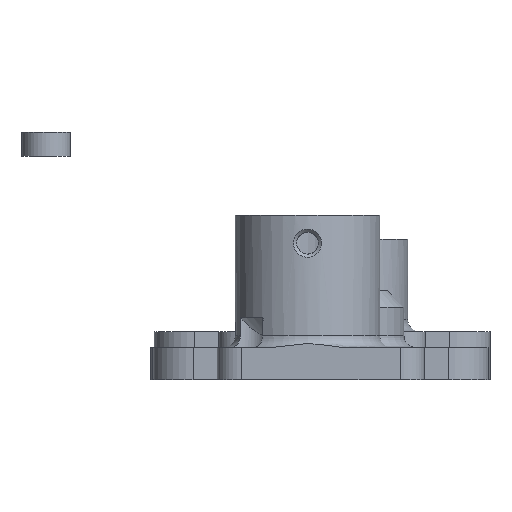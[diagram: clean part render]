
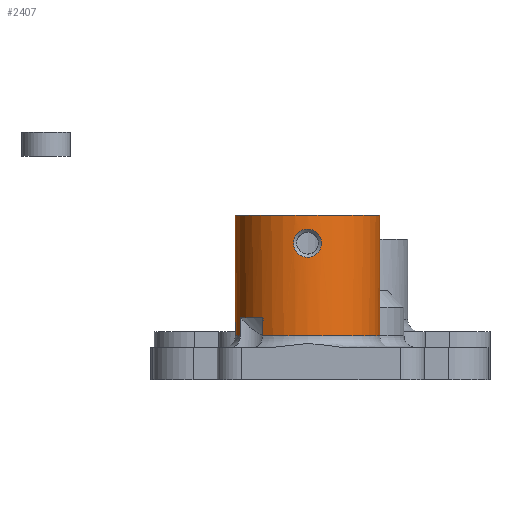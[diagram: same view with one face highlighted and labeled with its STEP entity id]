
A CAD part, left-side view. The second image highlights one B-rep face of the part: STEP entity #2407.
In plain terms, the highlighted cylindrical face has radius 9 mm (diameter 18 mm), a full revolution.
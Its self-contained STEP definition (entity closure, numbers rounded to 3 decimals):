
#74=B_SPLINE_CURVE_WITH_KNOTS('',3,(#3708,#3709,#3710,#3711,#3712,#3713,
#3714,#3715,#3716,#3717,#3718,#3719,#3720,#3721),.UNSPECIFIED.,.F.,.F.,
(4,2,2,2,2,2,4),(0.504,0.521,0.558,0.592,
0.628,0.648,0.657),.UNSPECIFIED.);
#75=B_SPLINE_CURVE_WITH_KNOTS('',3,(#3723,#3724,#3725,#3726,#3727,#3728,
#3729,#3730,#3731,#3732,#3733,#3734),.UNSPECIFIED.,.F.,.F.,(4,2,2,2,2,4),
(1.036,1.111,1.214,1.294,1.373,
1.381),.UNSPECIFIED.);
#76=B_SPLINE_CURVE_WITH_KNOTS('',3,(#3746,#3747,#3748,#3749,#3750,#3751,
#3752,#3753,#3754,#3755,#3756,#3757,#3758,#3759,#3760,#3761,#3762,#3763,
#3764,#3765,#3766,#3767,#3768),.UNSPECIFIED.,.F.,.F.,(4,2,2,2,2,2,2,3,2,
2,4),(0.657,0.677,0.701,0.728,
0.753,0.781,0.821,0.876,0.956,
1.034,1.036),.UNSPECIFIED.);
#210=FACE_OUTER_BOUND('',#345,.T.);
#345=EDGE_LOOP('',(#1699,#1700,#1701,#1702,#1703,#1704,#1705,#1706,#1707,
#1708,#1709,#1710,#1711));
#514=LINE('',#3706,#716);
#515=LINE('',#3736,#717);
#516=LINE('',#3740,#718);
#517=LINE('',#3744,#719);
#716=VECTOR('',#2954,9.);
#717=VECTOR('',#2955,9.);
#718=VECTOR('',#2958,1000.);
#719=VECTOR('',#2961,1000.);
#905=CIRCLE('',#2611,9.);
#906=CIRCLE('',#2612,9.);
#907=CIRCLE('',#2613,9.);
#908=CIRCLE('',#2614,9.);
#1050=VERTEX_POINT('',#3703);
#1051=VERTEX_POINT('',#3705);
#1052=VERTEX_POINT('',#3707);
#1053=VERTEX_POINT('',#3722);
#1054=VERTEX_POINT('',#3735);
#1055=VERTEX_POINT('',#3737);
#1056=VERTEX_POINT('',#3739);
#1057=VERTEX_POINT('',#3741);
#1058=VERTEX_POINT('',#3743);
#1303=EDGE_CURVE('',#1050,#1050,#905,.T.);
#1304=EDGE_CURVE('',#1050,#1051,#514,.T.);
#1305=EDGE_CURVE('',#1052,#1051,#74,.T.);
#1306=EDGE_CURVE('',#1053,#1052,#75,.T.);
#1307=EDGE_CURVE('',#1053,#1054,#515,.T.);
#1308=EDGE_CURVE('',#1055,#1054,#906,.T.);
#1309=EDGE_CURVE('',#1055,#1056,#516,.T.);
#1310=EDGE_CURVE('',#1056,#1057,#907,.F.);
#1311=EDGE_CURVE('',#1057,#1058,#517,.F.);
#1312=EDGE_CURVE('',#1054,#1058,#908,.T.);
#1313=EDGE_CURVE('',#1051,#1053,#76,.T.);
#1699=ORIENTED_EDGE('',*,*,#1303,.T.);
#1700=ORIENTED_EDGE('',*,*,#1304,.T.);
#1701=ORIENTED_EDGE('',*,*,#1305,.F.);
#1702=ORIENTED_EDGE('',*,*,#1306,.F.);
#1703=ORIENTED_EDGE('',*,*,#1307,.T.);
#1704=ORIENTED_EDGE('',*,*,#1308,.F.);
#1705=ORIENTED_EDGE('',*,*,#1309,.T.);
#1706=ORIENTED_EDGE('',*,*,#1310,.T.);
#1707=ORIENTED_EDGE('',*,*,#1311,.T.);
#1708=ORIENTED_EDGE('',*,*,#1312,.F.);
#1709=ORIENTED_EDGE('',*,*,#1307,.F.);
#1710=ORIENTED_EDGE('',*,*,#1313,.F.);
#1711=ORIENTED_EDGE('',*,*,#1304,.F.);
#2346=CYLINDRICAL_SURFACE('',#2610,9.);
#2407=ADVANCED_FACE('',(#210),#2346,.T.);
#2610=AXIS2_PLACEMENT_3D('',#3702,#2950,#2951);
#2611=AXIS2_PLACEMENT_3D('',#3704,#2952,#2953);
#2612=AXIS2_PLACEMENT_3D('',#3738,#2956,#2957);
#2613=AXIS2_PLACEMENT_3D('',#3742,#2959,#2960);
#2614=AXIS2_PLACEMENT_3D('',#3745,#2962,#2963);
#2950=DIRECTION('center_axis',(0.,0.,1.));
#2951=DIRECTION('ref_axis',(-1.,0.,0.));
#2952=DIRECTION('center_axis',(0.,0.,-1.));
#2953=DIRECTION('ref_axis',(-1.,0.,0.));
#2954=DIRECTION('',(0.,0.,-1.));
#2955=DIRECTION('',(0.,0.,-1.));
#2956=DIRECTION('center_axis',(0.,0.,-1.));
#2957=DIRECTION('ref_axis',(-1.,0.,0.));
#2958=DIRECTION('',(0.,0.,1.));
#2959=DIRECTION('center_axis',(0.,0.,-1.));
#2960=DIRECTION('ref_axis',(-1.,0.,0.));
#2961=DIRECTION('',(0.,0.,1.));
#2962=DIRECTION('center_axis',(0.,0.,-1.));
#2963=DIRECTION('ref_axis',(-1.,0.,0.));
#3702=CARTESIAN_POINT('Origin',(-0.021,22.975,-8.125));
#3703=CARTESIAN_POINT('',(8.979,22.975,-2.625));
#3704=CARTESIAN_POINT('Origin',(-0.021,22.975,-2.625));
#3705=CARTESIAN_POINT('',(8.979,22.975,-4.375));
#3706=CARTESIAN_POINT('',(8.979,22.975,-8.125));
#3707=CARTESIAN_POINT('',(8.808,24.719,-6.125));
#3708=CARTESIAN_POINT('Ctrl Pts',(8.808,24.719,-6.125));
#3709=CARTESIAN_POINT('Ctrl Pts',(8.808,24.719,-6.063));
#3710=CARTESIAN_POINT('Ctrl Pts',(8.809,24.715,-5.984));
#3711=CARTESIAN_POINT('Ctrl Pts',(8.817,24.674,-5.686));
#3712=CARTESIAN_POINT('Ctrl Pts',(8.831,24.606,-5.458));
#3713=CARTESIAN_POINT('Ctrl Pts',(8.871,24.37,-5.046));
#3714=CARTESIAN_POINT('Ctrl Pts',(8.893,24.226,-4.883));
#3715=CARTESIAN_POINT('Ctrl Pts',(8.935,23.882,-4.612));
#3716=CARTESIAN_POINT('Ctrl Pts',(8.953,23.682,-4.512));
#3717=CARTESIAN_POINT('Ctrl Pts',(8.971,23.364,-4.416));
#3718=CARTESIAN_POINT('Ctrl Pts',(8.975,23.25,-4.394));
#3719=CARTESIAN_POINT('Ctrl Pts',(8.978,23.09,-4.378));
#3720=CARTESIAN_POINT('Ctrl Pts',(8.979,23.035,-4.375));
#3721=CARTESIAN_POINT('Ctrl Pts',(8.979,22.975,-4.375));
#3722=CARTESIAN_POINT('',(8.979,22.975,-7.877));
#3723=CARTESIAN_POINT('Ctrl Pts',(8.979,22.975,-7.877));
#3724=CARTESIAN_POINT('Ctrl Pts',(8.979,23.24,-7.877));
#3725=CARTESIAN_POINT('Ctrl Pts',(8.968,23.447,-7.816));
#3726=CARTESIAN_POINT('Ctrl Pts',(8.945,23.778,-7.69));
#3727=CARTESIAN_POINT('Ctrl Pts',(8.923,23.991,-7.572));
#3728=CARTESIAN_POINT('Ctrl Pts',(8.878,24.324,-7.256));
#3729=CARTESIAN_POINT('Ctrl Pts',(8.857,24.456,-7.08));
#3730=CARTESIAN_POINT('Ctrl Pts',(8.822,24.65,-6.653));
#3731=CARTESIAN_POINT('Ctrl Pts',(8.811,24.707,-6.418));
#3732=CARTESIAN_POINT('Ctrl Pts',(8.809,24.718,-6.178));
#3733=CARTESIAN_POINT('Ctrl Pts',(8.808,24.719,-6.153));
#3734=CARTESIAN_POINT('Ctrl Pts',(8.808,24.719,-6.125));
#3735=CARTESIAN_POINT('',(8.979,22.975,-17.625));
#3736=CARTESIAN_POINT('',(8.979,22.975,-8.125));
#3737=CARTESIAN_POINT('',(3.34,14.626,-17.625));
#3738=CARTESIAN_POINT('Origin',(-0.021,22.975,-17.625));
#3739=CARTESIAN_POINT('',(3.34,14.626,-15.375));
#3740=CARTESIAN_POINT('',(3.34,14.626,-17.625));
#3741=CARTESIAN_POINT('',(7.022,17.372,-15.375));
#3742=CARTESIAN_POINT('Origin',(-0.021,22.975,-15.375));
#3743=CARTESIAN_POINT('',(7.022,17.372,-17.625));
#3744=CARTESIAN_POINT('',(7.022,17.372,-15.375));
#3745=CARTESIAN_POINT('Origin',(-0.021,22.975,-17.625));
#3746=CARTESIAN_POINT('Ctrl Pts',(8.979,22.975,-4.375));
#3747=CARTESIAN_POINT('Ctrl Pts',(8.979,22.835,-4.374));
#3748=CARTESIAN_POINT('Ctrl Pts',(8.976,22.667,-4.39));
#3749=CARTESIAN_POINT('Ctrl Pts',(8.954,22.271,-4.507));
#3750=CARTESIAN_POINT('Ctrl Pts',(8.935,22.075,-4.61));
#3751=CARTESIAN_POINT('Ctrl Pts',(8.894,21.724,-4.877));
#3752=CARTESIAN_POINT('Ctrl Pts',(8.871,21.58,-5.046));
#3753=CARTESIAN_POINT('Ctrl Pts',(8.835,21.366,-5.417));
#3754=CARTESIAN_POINT('Ctrl Pts',(8.818,21.281,-5.643));
#3755=CARTESIAN_POINT('Ctrl Pts',(8.804,21.211,-6.139));
#3756=CARTESIAN_POINT('Ctrl Pts',(8.81,21.24,-6.357));
#3757=CARTESIAN_POINT('Ctrl Pts',(8.827,21.327,-6.742));
#3758=CARTESIAN_POINT('Ctrl Pts',(8.841,21.406,-6.897));
#3759=CARTESIAN_POINT('Ctrl Pts',(8.862,21.527,-7.11));
#3760=CARTESIAN_POINT('Ctrl Pts',(8.878,21.627,-7.251));
#3761=CARTESIAN_POINT('Ctrl Pts',(8.896,21.757,-7.379));
#3762=CARTESIAN_POINT('Ctrl Pts',(8.922,21.947,-7.565));
#3763=CARTESIAN_POINT('Ctrl Pts',(8.942,22.146,-7.671));
#3764=CARTESIAN_POINT('Ctrl Pts',(8.965,22.455,-7.802));
#3765=CARTESIAN_POINT('Ctrl Pts',(8.979,22.685,-7.874));
#3766=CARTESIAN_POINT('Ctrl Pts',(8.979,22.965,-7.877));
#3767=CARTESIAN_POINT('Ctrl Pts',(8.979,22.97,-7.877));
#3768=CARTESIAN_POINT('Ctrl Pts',(8.979,22.975,-7.877));
